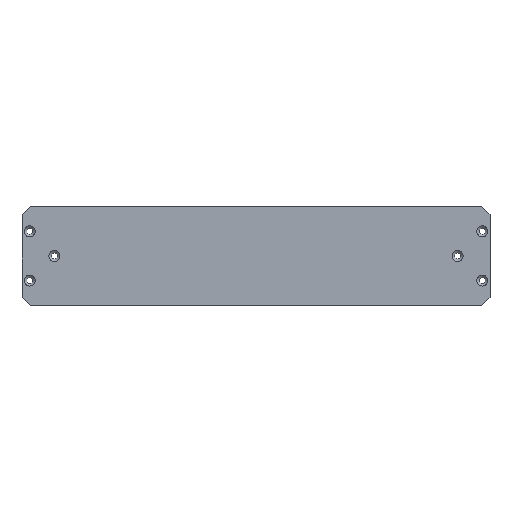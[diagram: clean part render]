
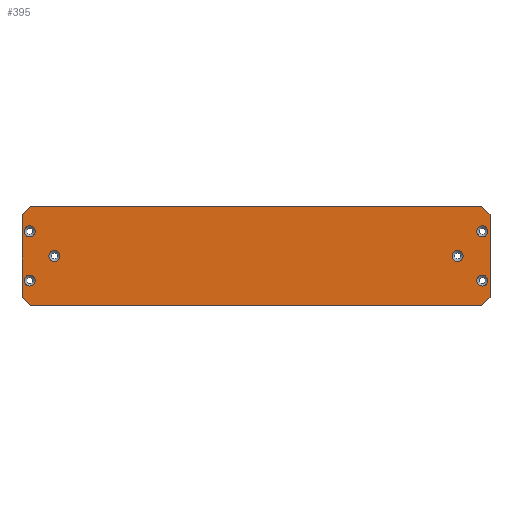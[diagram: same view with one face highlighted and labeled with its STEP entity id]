
A CAD part, top view. The second image highlights one B-rep face of the part: STEP entity #395.
In plain terms, the highlighted planar face has unit normal (0, 0, 1).
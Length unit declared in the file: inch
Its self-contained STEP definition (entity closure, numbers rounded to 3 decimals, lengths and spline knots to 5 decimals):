
#27=FACE_BOUND('',#84,.T.);
#28=FACE_BOUND('',#85,.T.);
#29=FACE_BOUND('',#86,.T.);
#30=FACE_BOUND('',#87,.T.);
#31=FACE_BOUND('',#88,.T.);
#32=FACE_BOUND('',#89,.T.);
#39=CIRCLE('',#432,0.166);
#40=CIRCLE('',#433,0.166);
#41=CIRCLE('',#434,0.166);
#42=CIRCLE('',#435,0.166);
#43=CIRCLE('',#436,0.166);
#44=CIRCLE('',#437,0.166);
#61=FACE_OUTER_BOUND('',#83,.T.);
#83=EDGE_LOOP('',(#289,#290,#291,#292,#293,#294,#295,#296));
#84=EDGE_LOOP('',(#297));
#85=EDGE_LOOP('',(#298));
#86=EDGE_LOOP('',(#299));
#87=EDGE_LOOP('',(#300));
#88=EDGE_LOOP('',(#301));
#89=EDGE_LOOP('',(#302));
#113=LINE('',#589,#149);
#117=LINE('',#598,#153);
#123=LINE('',#611,#159);
#127=LINE('',#620,#163);
#129=LINE('',#623,#165);
#130=LINE('',#624,#166);
#131=LINE('',#625,#167);
#132=LINE('',#626,#168);
#149=VECTOR('',#471,2.5);
#153=VECTOR('',#477,13.75);
#159=VECTOR('',#485,2.5);
#163=VECTOR('',#491,13.75);
#165=VECTOR('',#495,0.35355);
#166=VECTOR('',#496,0.35355);
#167=VECTOR('',#497,0.35355);
#168=VECTOR('',#498,0.35355);
#185=VERTEX_POINT('',#587);
#186=VERTEX_POINT('',#588);
#189=VERTEX_POINT('',#596);
#190=VERTEX_POINT('',#597);
#195=VERTEX_POINT('',#608);
#196=VERTEX_POINT('',#610);
#199=VERTEX_POINT('',#617);
#200=VERTEX_POINT('',#619);
#201=VERTEX_POINT('',#627);
#202=VERTEX_POINT('',#629);
#203=VERTEX_POINT('',#631);
#204=VERTEX_POINT('',#633);
#205=VERTEX_POINT('',#635);
#206=VERTEX_POINT('',#637);
#219=EDGE_CURVE('',#185,#186,#113,.T.);
#223=EDGE_CURVE('',#189,#190,#117,.T.);
#229=EDGE_CURVE('',#196,#195,#123,.T.);
#233=EDGE_CURVE('',#200,#199,#127,.T.);
#235=EDGE_CURVE('',#199,#185,#129,.F.);
#236=EDGE_CURVE('',#186,#189,#130,.F.);
#237=EDGE_CURVE('',#190,#196,#131,.F.);
#238=EDGE_CURVE('',#195,#200,#132,.F.);
#239=EDGE_CURVE('',#201,#201,#39,.T.);
#240=EDGE_CURVE('',#202,#202,#40,.T.);
#241=EDGE_CURVE('',#203,#203,#41,.T.);
#242=EDGE_CURVE('',#204,#204,#42,.T.);
#243=EDGE_CURVE('',#205,#205,#43,.T.);
#244=EDGE_CURVE('',#206,#206,#44,.T.);
#289=ORIENTED_EDGE('',*,*,#233,.T.);
#290=ORIENTED_EDGE('',*,*,#235,.T.);
#291=ORIENTED_EDGE('',*,*,#219,.T.);
#292=ORIENTED_EDGE('',*,*,#236,.T.);
#293=ORIENTED_EDGE('',*,*,#223,.T.);
#294=ORIENTED_EDGE('',*,*,#237,.T.);
#295=ORIENTED_EDGE('',*,*,#229,.T.);
#296=ORIENTED_EDGE('',*,*,#238,.T.);
#297=ORIENTED_EDGE('',*,*,#239,.F.);
#298=ORIENTED_EDGE('',*,*,#240,.F.);
#299=ORIENTED_EDGE('',*,*,#241,.F.);
#300=ORIENTED_EDGE('',*,*,#242,.F.);
#301=ORIENTED_EDGE('',*,*,#243,.F.);
#302=ORIENTED_EDGE('',*,*,#244,.F.);
#385=PLANE('',#431);
#395=ADVANCED_FACE('',(#61,#27,#28,#29,#30,#31,#32),#385,.F.);
#431=AXIS2_PLACEMENT_3D('',#622,#493,#494);
#432=AXIS2_PLACEMENT_3D('',#628,#499,#500);
#433=AXIS2_PLACEMENT_3D('',#630,#501,#502);
#434=AXIS2_PLACEMENT_3D('',#632,#503,#504);
#435=AXIS2_PLACEMENT_3D('',#634,#505,#506);
#436=AXIS2_PLACEMENT_3D('',#636,#507,#508);
#437=AXIS2_PLACEMENT_3D('',#638,#509,#510);
#471=DIRECTION('',(0.,-1.,0.));
#477=DIRECTION('',(1.,0.,0.));
#485=DIRECTION('',(0.,1.,0.));
#491=DIRECTION('',(-1.,0.,0.));
#493=DIRECTION('center_axis',(0.,0.,-1.));
#494=DIRECTION('ref_axis',(-1.,0.,0.));
#495=DIRECTION('',(0.707,0.707,0.));
#496=DIRECTION('',(-0.707,0.707,0.));
#497=DIRECTION('',(-0.707,-0.707,0.));
#498=DIRECTION('',(0.707,-0.707,0.));
#499=DIRECTION('center_axis',(0.,0.,1.));
#500=DIRECTION('ref_axis',(1.,0.,0.));
#501=DIRECTION('center_axis',(0.,0.,1.));
#502=DIRECTION('ref_axis',(1.,0.,0.));
#503=DIRECTION('center_axis',(0.,0.,1.));
#504=DIRECTION('ref_axis',(1.,0.,0.));
#505=DIRECTION('center_axis',(0.,0.,1.));
#506=DIRECTION('ref_axis',(1.,0.,0.));
#507=DIRECTION('center_axis',(0.,0.,1.));
#508=DIRECTION('ref_axis',(1.,0.,0.));
#509=DIRECTION('center_axis',(0.,0.,1.));
#510=DIRECTION('ref_axis',(1.,0.,0.));
#587=CARTESIAN_POINT('',(-7.125,1.25,0.125));
#588=CARTESIAN_POINT('',(-7.125,-1.25,0.125));
#589=CARTESIAN_POINT('',(-7.125,1.25,0.125));
#596=CARTESIAN_POINT('',(-6.875,-1.5,0.125));
#597=CARTESIAN_POINT('',(6.875,-1.5,0.125));
#598=CARTESIAN_POINT('',(-6.875,-1.5,0.125));
#608=CARTESIAN_POINT('',(7.125,1.25,0.125));
#610=CARTESIAN_POINT('',(7.125,-1.25,0.125));
#611=CARTESIAN_POINT('',(7.125,-1.25,0.125));
#617=CARTESIAN_POINT('',(-6.875,1.5,0.125));
#619=CARTESIAN_POINT('',(6.875,1.5,0.125));
#620=CARTESIAN_POINT('',(6.875,1.5,0.125));
#622=CARTESIAN_POINT('Origin',(0.,0.,0.125));
#623=CARTESIAN_POINT('',(-7.125,1.25,0.125));
#624=CARTESIAN_POINT('',(-6.875,-1.5,0.125));
#625=CARTESIAN_POINT('',(7.125,-1.25,0.125));
#626=CARTESIAN_POINT('',(6.875,1.5,0.125));
#627=CARTESIAN_POINT('',(6.72376,0.75,0.125));
#628=CARTESIAN_POINT('Origin',(6.88976,0.75,0.125));
#629=CARTESIAN_POINT('',(6.72376,-0.75,0.125));
#630=CARTESIAN_POINT('Origin',(6.88976,-0.75,0.125));
#631=CARTESIAN_POINT('',(5.97376,0.,0.125));
#632=CARTESIAN_POINT('Origin',(6.13976,0.,0.125));
#633=CARTESIAN_POINT('',(-6.30576,0.,0.125));
#634=CARTESIAN_POINT('Origin',(-6.13976,0.,0.125));
#635=CARTESIAN_POINT('',(-7.05576,-0.75,0.125));
#636=CARTESIAN_POINT('Origin',(-6.88976,-0.75,0.125));
#637=CARTESIAN_POINT('',(-7.05576,0.75,0.125));
#638=CARTESIAN_POINT('Origin',(-6.88976,0.75,0.125));
